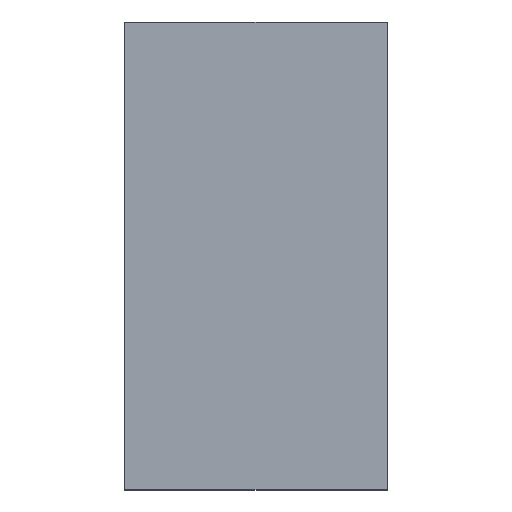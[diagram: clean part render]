
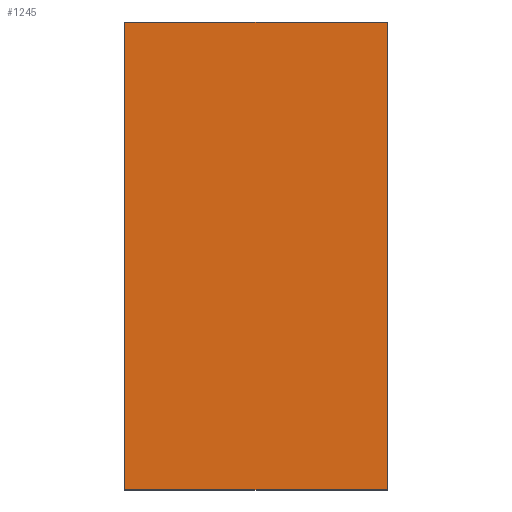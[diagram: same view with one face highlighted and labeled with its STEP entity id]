
A CAD part, top view. The second image highlights one B-rep face of the part: STEP entity #1245.
In plain terms, the highlighted planar face has unit normal (0, 0, 1).
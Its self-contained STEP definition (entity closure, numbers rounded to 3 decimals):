
#53=FACE_OUTER_BOUND('',#119,.T.);
#119=EDGE_LOOP('',(#848,#849,#850,#851));
#248=LINE('',#1848,#377);
#251=LINE('',#1853,#380);
#257=LINE('',#1864,#386);
#258=LINE('',#1866,#387);
#377=VECTOR('',#1463,10.);
#380=VECTOR('',#1468,10.);
#386=VECTOR('',#1478,10.);
#387=VECTOR('',#1481,10.);
#507=VERTEX_POINT('',#1845);
#508=VERTEX_POINT('',#1847);
#509=VERTEX_POINT('',#1852);
#512=VERTEX_POINT('',#1862);
#634=EDGE_CURVE('',#508,#507,#248,.T.);
#637=EDGE_CURVE('',#509,#508,#251,.T.);
#643=EDGE_CURVE('',#507,#512,#257,.T.);
#644=EDGE_CURVE('',#512,#509,#258,.T.);
#848=ORIENTED_EDGE('',*,*,#644,.T.);
#849=ORIENTED_EDGE('',*,*,#637,.T.);
#850=ORIENTED_EDGE('',*,*,#634,.T.);
#851=ORIENTED_EDGE('',*,*,#643,.T.);
#1200=PLANE('',#1329);
#1245=ADVANCED_FACE('',(#53),#1200,.T.);
#1329=AXIS2_PLACEMENT_3D('',#1867,#1482,#1483);
#1463=DIRECTION('',(0.,1.,0.));
#1468=DIRECTION('',(1.,0.,0.));
#1478=DIRECTION('',(-1.,0.,0.));
#1481=DIRECTION('',(0.,-1.,0.));
#1482=DIRECTION('center_axis',(0.,0.,1.));
#1483=DIRECTION('ref_axis',(1.,0.,0.));
#1845=CARTESIAN_POINT('',(46.5,83.,6.35));
#1847=CARTESIAN_POINT('',(46.5,0.,6.35));
#1848=CARTESIAN_POINT('',(46.5,0.,6.35));
#1852=CARTESIAN_POINT('',(0.,0.,6.35));
#1853=CARTESIAN_POINT('',(0.,0.,6.35));
#1862=CARTESIAN_POINT('',(0.,83.,6.35));
#1864=CARTESIAN_POINT('',(46.5,83.,6.35));
#1866=CARTESIAN_POINT('',(0.,83.,6.35));
#1867=CARTESIAN_POINT('Origin',(23.25,41.5,6.35));
